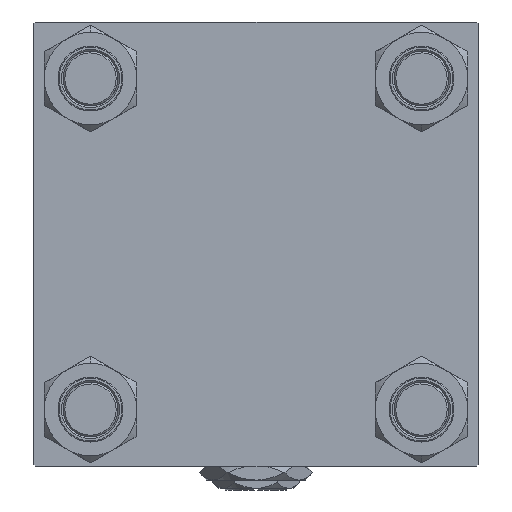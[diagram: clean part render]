
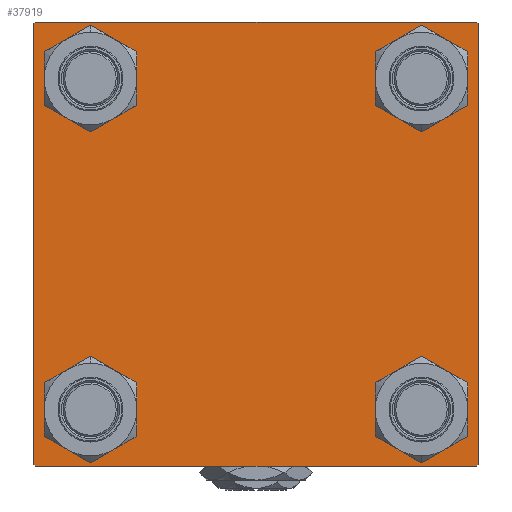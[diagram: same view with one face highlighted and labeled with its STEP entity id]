
A CAD part, left-side view. The second image highlights one B-rep face of the part: STEP entity #37919.
In plain terms, the highlighted planar face has unit normal (-1, 0, 0).
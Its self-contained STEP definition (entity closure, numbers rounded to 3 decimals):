
#322 = VERTEX_POINT ( 'NONE', #15240 ) ;
#647 = LINE ( 'NONE', #29218, #50387 ) ;
#691 = CARTESIAN_POINT ( 'NONE',  ( 0., 48.45, -39.95 ) ) ;
#1421 = CARTESIAN_POINT ( 'NONE',  ( 0., 65., 64.5 ) ) ;
#1433 = CARTESIAN_POINT ( 'NONE',  ( 0., 48.45, -48.45 ) ) ;
#1645 = LINE ( 'NONE', #38736, #9568 ) ;
#2039 = VERTEX_POINT ( 'NONE', #51692 ) ;
#2261 = DIRECTION ( 'NONE',  ( 0., 0., 1. ) ) ;
#2534 = FACE_BOUND ( 'NONE', #31961, .T. ) ;
#2681 = AXIS2_PLACEMENT_3D ( 'NONE', #1433, #45250, #49248 ) ;
#2825 = DIRECTION ( 'NONE',  ( 0., 0., 1. ) ) ;
#3276 = ORIENTED_EDGE ( 'NONE', *, *, #27340, .T. ) ;
#3766 = AXIS2_PLACEMENT_3D ( 'NONE', #18071, #10303, #18330 ) ;
#3934 = ORIENTED_EDGE ( 'NONE', *, *, #40305, .F. ) ;
#5269 = CARTESIAN_POINT ( 'NONE',  ( 0., -65., -64.5 ) ) ;
#5739 = CARTESIAN_POINT ( 'NONE',  ( 0., 48.45, -56.95 ) ) ;
#6469 = CARTESIAN_POINT ( 'NONE',  ( 0., 65., -65. ) ) ;
#6721 = CARTESIAN_POINT ( 'NONE',  ( 0., -65., 64.5 ) ) ;
#7569 = ORIENTED_EDGE ( 'NONE', *, *, #11574, .T. ) ;
#8169 = ORIENTED_EDGE ( 'NONE', *, *, #15840, .T. ) ;
#8528 = CARTESIAN_POINT ( 'NONE',  ( 0., -48.45, -56.95 ) ) ;
#9495 = ORIENTED_EDGE ( 'NONE', *, *, #12561, .T. ) ;
#9568 = VECTOR ( 'NONE', #17954, 1000. ) ;
#10045 = FACE_BOUND ( 'NONE', #10880, .T. ) ;
#10063 = VERTEX_POINT ( 'NONE', #46310 ) ;
#10303 = DIRECTION ( 'NONE',  ( -1., 0., 0. ) ) ;
#10337 = CARTESIAN_POINT ( 'NONE',  ( 0., -48.45, 48.45 ) ) ;
#10638 = LINE ( 'NONE', #26922, #20044 ) ;
#10696 = CARTESIAN_POINT ( 'NONE',  ( 0., -65., 65. ) ) ;
#10795 = VERTEX_POINT ( 'NONE', #49227 ) ;
#10880 = EDGE_LOOP ( 'NONE', ( #49808, #3276 ) ) ;
#10951 = LINE ( 'NONE', #10696, #30312 ) ;
#10996 = DIRECTION ( 'NONE',  ( 0., -1., 0. ) ) ;
#11423 = DIRECTION ( 'NONE',  ( 0., -0.707, -0.707 ) ) ;
#11569 = VECTOR ( 'NONE', #13438, 1000. ) ;
#11574 = EDGE_CURVE ( 'NONE', #32957, #322, #43500, .T. ) ;
#11601 = DIRECTION ( 'NONE',  ( 1., 0., 0. ) ) ;
#11844 = VERTEX_POINT ( 'NONE', #1421 ) ;
#12435 = AXIS2_PLACEMENT_3D ( 'NONE', #39081, #35869, #31600 ) ;
#12561 = EDGE_CURVE ( 'NONE', #51842, #30319, #46914, .T. ) ;
#13323 = DIRECTION ( 'NONE',  ( 0., 0., 1. ) ) ;
#13438 = DIRECTION ( 'NONE',  ( 0., 0., -1. ) ) ;
#14000 = VERTEX_POINT ( 'NONE', #28887 ) ;
#14587 = FACE_BOUND ( 'NONE', #33453, .T. ) ;
#14623 = EDGE_CURVE ( 'NONE', #27139, #27242, #18901, .T. ) ;
#15240 = CARTESIAN_POINT ( 'NONE',  ( 0., -48.45, 56.95 ) ) ;
#15535 = ORIENTED_EDGE ( 'NONE', *, *, #14623, .T. ) ;
#15822 = EDGE_CURVE ( 'NONE', #30319, #51842, #41015, .T. ) ;
#15840 = EDGE_CURVE ( 'NONE', #14000, #11844, #1645, .T. ) ;
#15855 = LINE ( 'NONE', #36389, #21068 ) ;
#16497 = EDGE_CURVE ( 'NONE', #14000, #51515, #647, .T. ) ;
#17954 = DIRECTION ( 'NONE',  ( 0., 0.707, -0.707 ) ) ;
#18071 = CARTESIAN_POINT ( 'NONE',  ( 0., 0., 0. ) ) ;
#18330 = DIRECTION ( 'NONE',  ( 0., 0., 1. ) ) ;
#18901 = CIRCLE ( 'NONE', #2681, 8.5 ) ;
#19193 = AXIS2_PLACEMENT_3D ( 'NONE', #37856, #40337, #13323 ) ;
#19669 = AXIS2_PLACEMENT_3D ( 'NONE', #23607, #11601, #2261 ) ;
#20044 = VECTOR ( 'NONE', #11423, 1000. ) ;
#20825 = ORIENTED_EDGE ( 'NONE', *, *, #16497, .F. ) ;
#21068 = VECTOR ( 'NONE', #52680, 1000. ) ;
#21210 = CARTESIAN_POINT ( 'NONE',  ( 0., -48.45, 39.95 ) ) ;
#21216 = DIRECTION ( 'NONE',  ( 0., -1., 0. ) ) ;
#21846 = LINE ( 'NONE', #42123, #42501 ) ;
#22421 = CIRCLE ( 'NONE', #29267, 8.5 ) ;
#22721 = DIRECTION ( 'NONE',  ( 0., 0., 1. ) ) ;
#22977 = DIRECTION ( 'NONE',  ( 1., 0., 0. ) ) ;
#23517 = ORIENTED_EDGE ( 'NONE', *, *, #15822, .T. ) ;
#23607 = CARTESIAN_POINT ( 'NONE',  ( 0., -48.45, 48.45 ) ) ;
#23885 = AXIS2_PLACEMENT_3D ( 'NONE', #46927, #35426, #46676 ) ;
#24693 = CARTESIAN_POINT ( 'NONE',  ( 0., -48.45, -48.45 ) ) ;
#25191 = ORIENTED_EDGE ( 'NONE', *, *, #47451, .T. ) ;
#25391 = EDGE_CURVE ( 'NONE', #10063, #10795, #10638, .T. ) ;
#26353 = VERTEX_POINT ( 'NONE', #5269 ) ;
#26907 = EDGE_CURVE ( 'NONE', #27242, #27139, #52478, .T. ) ;
#26922 = CARTESIAN_POINT ( 'NONE',  ( 0., 64.75, -64.75 ) ) ;
#26964 = EDGE_LOOP ( 'NONE', ( #35143, #42020, #43548, #25191, #3934, #46599, #20825, #8169 ) ) ;
#27139 = VERTEX_POINT ( 'NONE', #691 ) ;
#27242 = VERTEX_POINT ( 'NONE', #5739 ) ;
#27340 = EDGE_CURVE ( 'NONE', #38872, #31855, #47351, .T. ) ;
#28887 = CARTESIAN_POINT ( 'NONE',  ( 0., 64.5, 65. ) ) ;
#29054 = CARTESIAN_POINT ( 'NONE',  ( 0., 48.45, 56.95 ) ) ;
#29218 = CARTESIAN_POINT ( 'NONE',  ( 0., 65., 65. ) ) ;
#29267 = AXIS2_PLACEMENT_3D ( 'NONE', #24693, #32709, #44190 ) ;
#30312 = VECTOR ( 'NONE', #52072, 1000. ) ;
#30319 = VERTEX_POINT ( 'NONE', #29054 ) ;
#30470 = CARTESIAN_POINT ( 'NONE',  ( 0., 48.45, 48.45 ) ) ;
#30592 = ORIENTED_EDGE ( 'NONE', *, *, #40870, .T. ) ;
#30620 = DIRECTION ( 'NONE',  ( 1., 0., 0. ) ) ;
#30851 = FACE_OUTER_BOUND ( 'NONE', #26964, .T. ) ;
#30880 = CARTESIAN_POINT ( 'NONE',  ( 0., 48.45, 39.95 ) ) ;
#31096 = EDGE_CURVE ( 'NONE', #11844, #10063, #50007, .T. ) ;
#31547 = LINE ( 'NONE', #6469, #39593 ) ;
#31600 = DIRECTION ( 'NONE',  ( 0., 0., 1. ) ) ;
#31855 = VERTEX_POINT ( 'NONE', #49491 ) ;
#31961 = EDGE_LOOP ( 'NONE', ( #23517, #9495 ) ) ;
#32709 = DIRECTION ( 'NONE',  ( 1., 0., 0. ) ) ;
#32957 = VERTEX_POINT ( 'NONE', #21210 ) ;
#33453 = EDGE_LOOP ( 'NONE', ( #15535, #51819 ) ) ;
#34840 = EDGE_CURVE ( 'NONE', #31855, #38872, #22421, .T. ) ;
#35143 = ORIENTED_EDGE ( 'NONE', *, *, #31096, .T. ) ;
#35426 = DIRECTION ( 'NONE',  ( 1., 0., 0. ) ) ;
#35869 = DIRECTION ( 'NONE',  ( 1., 0., 0. ) ) ;
#36389 = CARTESIAN_POINT ( 'NONE',  ( 0., -64.75, -64.75 ) ) ;
#37716 = CARTESIAN_POINT ( 'NONE',  ( 0., 65., 65. ) ) ;
#37856 = CARTESIAN_POINT ( 'NONE',  ( 0., 48.45, -48.45 ) ) ;
#37919 = ADVANCED_FACE ( 'NONE', ( #38594, #10045, #14587, #2534, #30851 ), #47136, .T. ) ;
#38414 = EDGE_CURVE ( 'NONE', #10795, #2039, #31547, .T. ) ;
#38507 = VERTEX_POINT ( 'NONE', #6721 ) ;
#38594 = FACE_BOUND ( 'NONE', #47911, .T. ) ;
#38736 = CARTESIAN_POINT ( 'NONE',  ( 0., 64.75, 64.75 ) ) ;
#38872 = VERTEX_POINT ( 'NONE', #8528 ) ;
#39081 = CARTESIAN_POINT ( 'NONE',  ( 0., -48.45, -48.45 ) ) ;
#39593 = VECTOR ( 'NONE', #10996, 1000. ) ;
#40305 = EDGE_CURVE ( 'NONE', #38507, #26353, #10951, .T. ) ;
#40337 = DIRECTION ( 'NONE',  ( 1., 0., 0. ) ) ;
#40560 = AXIS2_PLACEMENT_3D ( 'NONE', #10337, #30620, #2825 ) ;
#40870 = EDGE_CURVE ( 'NONE', #322, #32957, #43952, .T. ) ;
#41015 = CIRCLE ( 'NONE', #41967, 8.5 ) ;
#41079 = DIRECTION ( 'NONE',  ( 0., 0.707, 0.707 ) ) ;
#41967 = AXIS2_PLACEMENT_3D ( 'NONE', #30470, #22977, #22721 ) ;
#42020 = ORIENTED_EDGE ( 'NONE', *, *, #25391, .T. ) ;
#42123 = CARTESIAN_POINT ( 'NONE',  ( 0., -64.75, 64.75 ) ) ;
#42501 = VECTOR ( 'NONE', #41079, 1000. ) ;
#43500 = CIRCLE ( 'NONE', #19669, 8.5 ) ;
#43548 = ORIENTED_EDGE ( 'NONE', *, *, #38414, .T. ) ;
#43952 = CIRCLE ( 'NONE', #40560, 8.5 ) ;
#44190 = DIRECTION ( 'NONE',  ( 0., 0., 1. ) ) ;
#44551 = CARTESIAN_POINT ( 'NONE',  ( 0., -64.5, 65. ) ) ;
#45250 = DIRECTION ( 'NONE',  ( 1., 0., 0. ) ) ;
#46310 = CARTESIAN_POINT ( 'NONE',  ( 0., 65., -64.5 ) ) ;
#46599 = ORIENTED_EDGE ( 'NONE', *, *, #51706, .T. ) ;
#46676 = DIRECTION ( 'NONE',  ( 0., 0., 1. ) ) ;
#46914 = CIRCLE ( 'NONE', #23885, 8.5 ) ;
#46927 = CARTESIAN_POINT ( 'NONE',  ( 0., 48.45, 48.45 ) ) ;
#47136 = PLANE ( 'NONE',  #3766 ) ;
#47351 = CIRCLE ( 'NONE', #12435, 8.5 ) ;
#47451 = EDGE_CURVE ( 'NONE', #2039, #26353, #15855, .T. ) ;
#47911 = EDGE_LOOP ( 'NONE', ( #30592, #7569 ) ) ;
#49227 = CARTESIAN_POINT ( 'NONE',  ( 0., 64.5, -65. ) ) ;
#49248 = DIRECTION ( 'NONE',  ( 0., 0., 1. ) ) ;
#49491 = CARTESIAN_POINT ( 'NONE',  ( 0., -48.45, -39.95 ) ) ;
#49808 = ORIENTED_EDGE ( 'NONE', *, *, #34840, .T. ) ;
#50007 = LINE ( 'NONE', #37716, #11569 ) ;
#50387 = VECTOR ( 'NONE', #21216, 1000. ) ;
#51515 = VERTEX_POINT ( 'NONE', #44551 ) ;
#51692 = CARTESIAN_POINT ( 'NONE',  ( 0., -64.5, -65. ) ) ;
#51706 = EDGE_CURVE ( 'NONE', #38507, #51515, #21846, .T. ) ;
#51819 = ORIENTED_EDGE ( 'NONE', *, *, #26907, .T. ) ;
#51842 = VERTEX_POINT ( 'NONE', #30880 ) ;
#52072 = DIRECTION ( 'NONE',  ( 0., 0., -1. ) ) ;
#52478 = CIRCLE ( 'NONE', #19193, 8.5 ) ;
#52680 = DIRECTION ( 'NONE',  ( 0., -0.707, 0.707 ) ) ;
